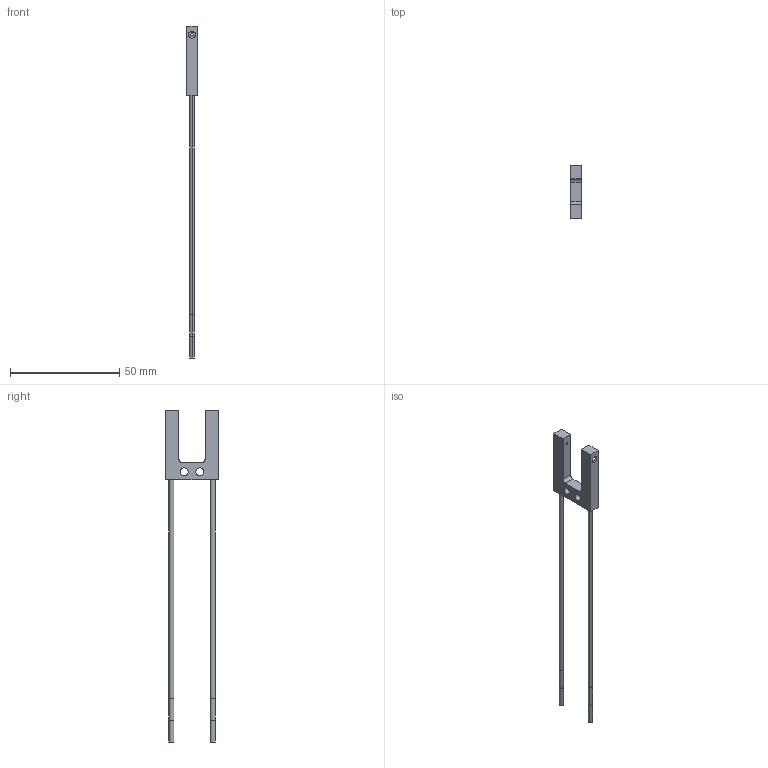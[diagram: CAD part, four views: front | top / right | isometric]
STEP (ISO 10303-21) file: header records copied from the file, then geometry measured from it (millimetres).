
FILE_DESCRIPTION((''),'2;1');
FILE_NAME('192754_ASM','2016-02-09T',('pdmadmin'),(''),'PRO/ENGINEER BY PARAMETRIC TECHNOLOGY CORPORATION, 2013230','PRO/ENGINEER BY PARAMETRIC TECHNOLOGY CORPORATION, 2013230','');
FILE_SCHEMA(('CONFIG_CONTROL_DESIGN'));
Length unit declared in the file: inch
Products named in the file (4): 39337; 51022; 56094_ASM; 192754_ASM
Assembly tree (4 placements, depth 3):
  192754_ASM
    56094_ASM
      39337
      51022  x2
Bounding box: 4.83 x 23.88 x 152 mm (x, y, z)
Volume: 2226.4 mm3; surface area: 4713.1 mm2
Topology: 3 solids, 5 shells, 80 faces, 212 edges, 136 vertices
Faces by surface type: cylinder 42, plane 30, bspline 8
Entity records: 2546 total; most frequent: CARTESIAN_POINT 661, DIRECTION 394, ORIENTED_EDGE 364, EDGE_CURVE 184, AXIS2_PLACEMENT_3D 149, VERTEX_POINT 120, VECTOR 96, LINE 96
